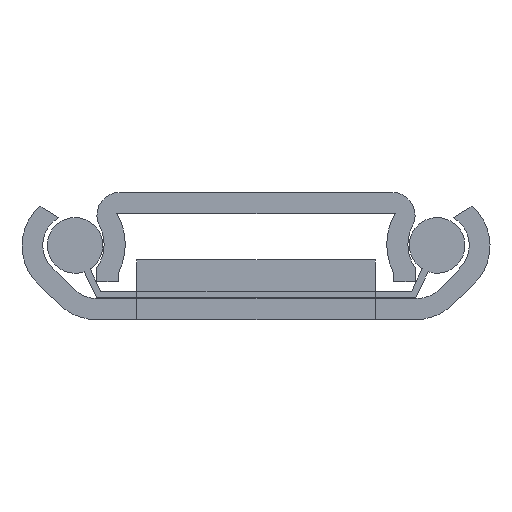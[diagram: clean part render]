
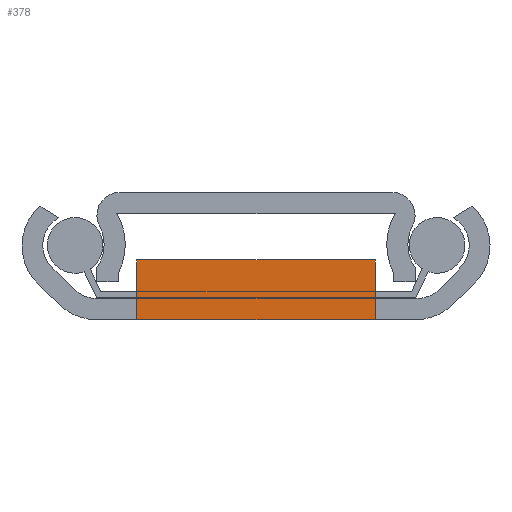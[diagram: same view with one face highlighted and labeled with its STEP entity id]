
A CAD part, left-side view. The second image highlights one B-rep face of the part: STEP entity #378.
In plain terms, the highlighted face is planar.
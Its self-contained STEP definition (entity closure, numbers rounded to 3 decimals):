
#222 = VECTOR ( 'NONE', #3554, 1000. ) ;
#224 = VECTOR ( 'NONE', #3557, 1000. ) ;
#229 = VECTOR ( 'NONE', #3569, 1000. ) ;
#236 = VECTOR ( 'NONE', #3584, 1000. ) ;
#239 = VECTOR ( 'NONE', #3600, 1000. ) ;
#378 = ADVANCED_FACE ( 'NONE', ( #1289 ), #2870, .F. ) ;
#400 = EDGE_CURVE ( 'NONE', #1819, #1755, #2945, .T. ) ;
#1127 = EDGE_CURVE ( 'NONE', #1807, #1755, #3552, .T. ) ;
#1129 = EDGE_CURVE ( 'NONE', #1828, #1819, #3555, .T. ) ;
#1134 = EDGE_CURVE ( 'NONE', #1807, #1806, #3567, .T. ) ;
#1140 = EDGE_CURVE ( 'NONE', #1828, #1726, #3582, .T. ) ;
#1148 = EDGE_CURVE ( 'NONE', #1806, #1726, #3598, .T. ) ;
#1254 = AXIS2_PLACEMENT_3D ( 'NONE', #2871, #2872, #2873 ) ;
#1289 = FACE_OUTER_BOUND ( 'NONE', #2434, .T. ) ;
#1298 = VECTOR ( 'NONE', #2947, 1000. ) ;
#1699 = ORIENTED_EDGE ( 'NONE', *, *, #1140, .T. ) ;
#1700 = ORIENTED_EDGE ( 'NONE', *, *, #1134, .F. ) ;
#1701 = ORIENTED_EDGE ( 'NONE', *, *, #1148, .F. ) ;
#1702 = ORIENTED_EDGE ( 'NONE', *, *, #1127, .T. ) ;
#1703 = ORIENTED_EDGE ( 'NONE', *, *, #400, .F. ) ;
#1726 = VERTEX_POINT ( 'NONE', #4198 ) ;
#1755 = VERTEX_POINT ( 'NONE', #4227 ) ;
#1806 = VERTEX_POINT ( 'NONE', #4278 ) ;
#1807 = VERTEX_POINT ( 'NONE', #4279 ) ;
#1819 = VERTEX_POINT ( 'NONE', #4291 ) ;
#1828 = VERTEX_POINT ( 'NONE', #4300 ) ;
#2253 = ORIENTED_EDGE ( 'NONE', *, *, #1129, .F. ) ;
#2434 = EDGE_LOOP ( 'NONE', ( #1699, #1701, #1700, #1702, #1703, #2253 ) ) ;
#2870 = PLANE ( 'NONE',  #1254 ) ;
#2871 = CARTESIAN_POINT ( 'NONE',  ( 0., 9., -302.4 ) ) ;
#2872 = DIRECTION ( 'NONE',  ( 0., 0., 1. ) ) ;
#2873 = DIRECTION ( 'NONE',  ( 1., 0., 0. ) ) ;
#2945 = LINE ( 'NONE', #2946, #1298 ) ;
#2946 = CARTESIAN_POINT ( 'NONE',  ( 0., -9., -302.4 ) ) ;
#2947 = DIRECTION ( 'NONE',  ( 1., 0., 0. ) ) ;
#3552 = LINE ( 'NONE', #3553, #222 ) ;
#3553 = CARTESIAN_POINT ( 'NONE',  ( 4.5, -9., -302.4 ) ) ;
#3554 = DIRECTION ( 'NONE',  ( -1., 0., 0. ) ) ;
#3555 = LINE ( 'NONE', #3556, #224 ) ;
#3556 = CARTESIAN_POINT ( 'NONE',  ( 0., 9., -302.4 ) ) ;
#3557 = DIRECTION ( 'NONE',  ( 0., -1., 0. ) ) ;
#3567 = LINE ( 'NONE', #3568, #229 ) ;
#3568 = CARTESIAN_POINT ( 'NONE',  ( 4.5, 9., -302.4 ) ) ;
#3569 = DIRECTION ( 'NONE',  ( 0., 1., 0. ) ) ;
#3582 = LINE ( 'NONE', #3583, #236 ) ;
#3583 = CARTESIAN_POINT ( 'NONE',  ( 0., 9., -302.4 ) ) ;
#3584 = DIRECTION ( 'NONE',  ( 1., 0., 0. ) ) ;
#3598 = LINE ( 'NONE', #3599, #239 ) ;
#3599 = CARTESIAN_POINT ( 'NONE',  ( 4.5, 9., -302.4 ) ) ;
#3600 = DIRECTION ( 'NONE',  ( -1., 0., 0. ) ) ;
#4198 = CARTESIAN_POINT ( 'NONE',  ( 1.6, 9., -302.4 ) ) ;
#4227 = CARTESIAN_POINT ( 'NONE',  ( 1.6, -9., -302.4 ) ) ;
#4278 = CARTESIAN_POINT ( 'NONE',  ( 4.5, 9., -302.4 ) ) ;
#4279 = CARTESIAN_POINT ( 'NONE',  ( 4.5, -9., -302.4 ) ) ;
#4291 = CARTESIAN_POINT ( 'NONE',  ( 0., -9., -302.4 ) ) ;
#4300 = CARTESIAN_POINT ( 'NONE',  ( 0., 9., -302.4 ) ) ;
